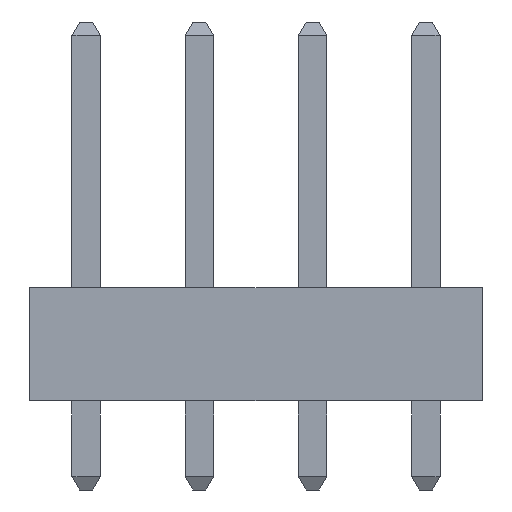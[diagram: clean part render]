
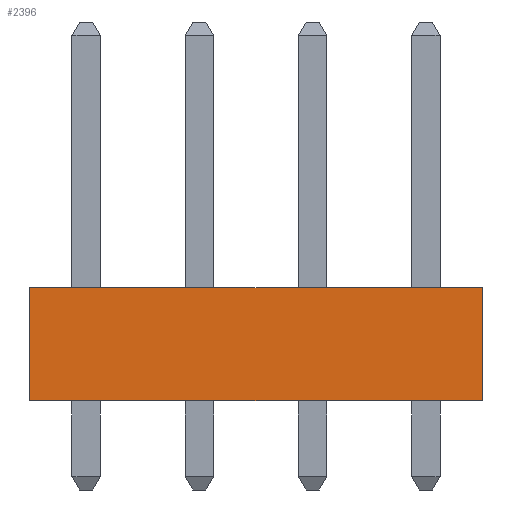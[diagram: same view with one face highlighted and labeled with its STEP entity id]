
A CAD part, front view. The second image highlights one B-rep face of the part: STEP entity #2396.
In plain terms, the highlighted planar face has unit normal (0, -1, 0).
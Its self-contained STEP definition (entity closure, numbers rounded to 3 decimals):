
#2273 = CARTESIAN_POINT ( 'NONE',  ( 8.89, -1.25, 0. ) ) ;
#2274 = VERTEX_POINT ( 'NONE', #2273 ) ;
#2291 = CARTESIAN_POINT ( 'NONE',  ( 8.89, -1.25, 2.54 ) ) ;
#2292 = VERTEX_POINT ( 'NONE', #2291 ) ;
#2299 = CARTESIAN_POINT ( 'NONE',  ( 8.89, -1.25, 2.54 ) ) ;
#2300 = DIRECTION ( 'NONE',  ( 0., 0., -1. ) ) ;
#2301 = VECTOR ( 'NONE', #2300, 1000. ) ;
#2302 = LINE ( 'NONE', #2299, #2301 ) ;
#2303 = EDGE_CURVE ( 'NONE', #2292, #2274, #2302, .T. ) ;
#2344 = CARTESIAN_POINT ( 'NONE',  ( -1.27, -1.25, 0. ) ) ;
#2345 = VERTEX_POINT ( 'NONE', #2344 ) ;
#2352 = CARTESIAN_POINT ( 'NONE',  ( -1.27, -1.25, 2.54 ) ) ;
#2353 = VERTEX_POINT ( 'NONE', #2352 ) ;
#2354 = CARTESIAN_POINT ( 'NONE',  ( -1.27, -1.25, 2.54 ) ) ;
#2355 = DIRECTION ( 'NONE',  ( 0., 0., -1. ) ) ;
#2356 = VECTOR ( 'NONE', #2355, 1000. ) ;
#2357 = LINE ( 'NONE', #2354, #2356 ) ;
#2358 = EDGE_CURVE ( 'NONE', #2353, #2345, #2357, .T. ) ;
#2375 = CARTESIAN_POINT ( 'NONE',  ( -1.27, -1.25, 0. ) ) ;
#2376 = DIRECTION ( 'NONE',  ( 1., 0., 0. ) ) ;
#2377 = VECTOR ( 'NONE', #2376, 1000. ) ;
#2378 = LINE ( 'NONE', #2375, #2377 ) ;
#2379 = EDGE_CURVE ( 'NONE', #2345, #2274, #2378, .T. ) ;
#2380 = ORIENTED_EDGE ( 'NONE', *, *, #2379, .T. ) ;
#2381 = ORIENTED_EDGE ( 'NONE', *, *, #2303, .F. ) ;
#2382 = CARTESIAN_POINT ( 'NONE',  ( -1.27, -1.25, 2.54 ) ) ;
#2383 = DIRECTION ( 'NONE',  ( 1., 0., 0. ) ) ;
#2384 = VECTOR ( 'NONE', #2383, 1000. ) ;
#2385 = LINE ( 'NONE', #2382, #2384 ) ;
#2386 = EDGE_CURVE ( 'NONE', #2353, #2292, #2385, .T. ) ;
#2387 = ORIENTED_EDGE ( 'NONE', *, *, #2386, .F. ) ;
#2388 = ORIENTED_EDGE ( 'NONE', *, *, #2358, .T. ) ;
#2389 = EDGE_LOOP ( 'NONE', ( #2380, #2381, #2387, #2388 ) ) ;
#2390 = FACE_OUTER_BOUND ( 'NONE', #2389, .T. ) ;
#2391 = CARTESIAN_POINT ( 'NONE',  ( -1.27, -1.25, 2.54 ) ) ;
#2392 = DIRECTION ( 'NONE',  ( 0., 1., 0. ) ) ;
#2393 = DIRECTION ( 'NONE',  ( -1., 0., 0. ) ) ;
#2394 = AXIS2_PLACEMENT_3D ( 'NONE', #2391, #2392, #2393 ) ;
#2395 = PLANE ( 'NONE', #2394 ) ;
#2396 = ADVANCED_FACE ( 'NONE', ( #2390 ), #2395, .F. ) ;
